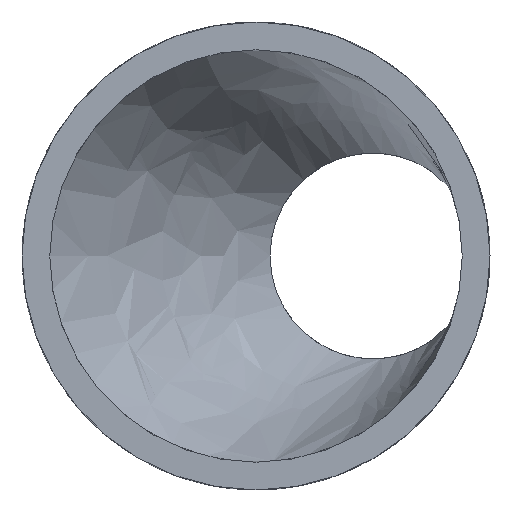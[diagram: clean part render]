
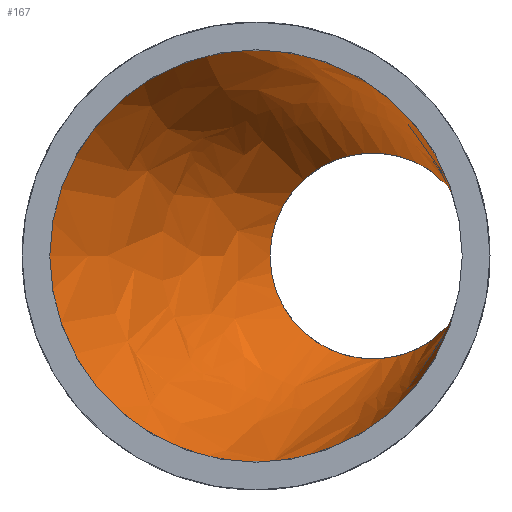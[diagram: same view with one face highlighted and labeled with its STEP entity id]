
A CAD part, left-side view. The second image highlights one B-rep face of the part: STEP entity #167.
In plain terms, the highlighted free-form (B-spline) face has degree [1, 2] with [2, 9] control points.
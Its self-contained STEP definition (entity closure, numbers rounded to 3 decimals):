
#31=CIRCLE('',#195,79.3);
#32=CIRCLE('',#196,79.3);
#33=CIRCLE('',#197,39.6);
#34=CIRCLE('',#198,39.6);
#35=CIRCLE('',#199,39.6);
#36=CIRCLE('',#200,39.6);
#37=CIRCLE('',#201,79.3);
#38=CIRCLE('',#202,79.3);
#43=(
BOUNDED_SURFACE()
B_SPLINE_SURFACE(1,2,((#1453,#1454,#1455,#1456,#1457,#1458,#1459,#1460,
#1461),(#1462,#1463,#1464,#1465,#1466,#1467,#1468,#1469,#1470)),
 .UNSPECIFIED.,.F.,.T.,.F.)
B_SPLINE_SURFACE_WITH_KNOTS((2,2),(3,2,2,2,3),(-0.304,2.024),
(-3.142,-1.571,0.,1.571,3.142),
 .UNSPECIFIED.)
GEOMETRIC_REPRESENTATION_ITEM()
RATIONAL_B_SPLINE_SURFACE(((1.,0.707,1.,0.707,1.,
0.707,1.,0.707,1.),(1.,0.707,1.,0.707,
1.,0.707,1.,0.707,1.)))
REPRESENTATION_ITEM('')
SURFACE()
);
#47=FACE_OUTER_BOUND('',#57,.T.);
#57=EDGE_LOOP('',(#121,#122,#123,#124,#125,#126,#127,#128,#129,#130));
#73=B_SPLINE_CURVE_WITH_KNOTS('',1,(#1477,#1478),.UNSPECIFIED.,.F.,.F.,
(2,2),(0.025,1.881),.UNSPECIFIED.);
#79=VERTEX_POINT('',#1471);
#80=VERTEX_POINT('',#1472);
#81=VERTEX_POINT('',#1474);
#82=VERTEX_POINT('',#1476);
#83=VERTEX_POINT('',#1479);
#84=VERTEX_POINT('',#1481);
#85=VERTEX_POINT('',#1483);
#86=VERTEX_POINT('',#1486);
#97=EDGE_CURVE('',#79,#80,#31,.T.);
#98=EDGE_CURVE('',#80,#81,#32,.T.);
#99=EDGE_CURVE('',#81,#82,#73,.T.);
#100=EDGE_CURVE('',#82,#83,#33,.T.);
#101=EDGE_CURVE('',#83,#84,#34,.T.);
#102=EDGE_CURVE('',#84,#85,#35,.T.);
#103=EDGE_CURVE('',#85,#82,#36,.T.);
#104=EDGE_CURVE('',#81,#86,#37,.T.);
#105=EDGE_CURVE('',#86,#79,#38,.T.);
#121=ORIENTED_EDGE('',*,*,#97,.T.);
#122=ORIENTED_EDGE('',*,*,#98,.T.);
#123=ORIENTED_EDGE('',*,*,#99,.T.);
#124=ORIENTED_EDGE('',*,*,#100,.T.);
#125=ORIENTED_EDGE('',*,*,#101,.T.);
#126=ORIENTED_EDGE('',*,*,#102,.T.);
#127=ORIENTED_EDGE('',*,*,#103,.T.);
#128=ORIENTED_EDGE('',*,*,#99,.F.);
#129=ORIENTED_EDGE('',*,*,#104,.T.);
#130=ORIENTED_EDGE('',*,*,#105,.T.);
#167=ADVANCED_FACE('',(#47),#43,.T.);
#195=AXIS2_PLACEMENT_3D('',#1473,#215,#216);
#196=AXIS2_PLACEMENT_3D('',#1475,#217,#218);
#197=AXIS2_PLACEMENT_3D('',#1480,#219,#220);
#198=AXIS2_PLACEMENT_3D('',#1482,#221,#222);
#199=AXIS2_PLACEMENT_3D('',#1484,#223,#224);
#200=AXIS2_PLACEMENT_3D('',#1485,#225,#226);
#201=AXIS2_PLACEMENT_3D('',#1487,#227,#228);
#202=AXIS2_PLACEMENT_3D('',#1488,#229,#230);
#215=DIRECTION('center_axis',(-1.,0.,0.));
#216=DIRECTION('ref_axis',(0.,-1.,0.));
#217=DIRECTION('center_axis',(-1.,0.,0.));
#218=DIRECTION('ref_axis',(0.,-1.,0.));
#219=DIRECTION('center_axis',(1.,0.,0.));
#220=DIRECTION('ref_axis',(0.,-1.,0.));
#221=DIRECTION('center_axis',(1.,0.,0.));
#222=DIRECTION('ref_axis',(0.,-1.,0.));
#223=DIRECTION('center_axis',(1.,0.,0.));
#224=DIRECTION('ref_axis',(0.,-1.,0.));
#225=DIRECTION('center_axis',(1.,0.,0.));
#226=DIRECTION('ref_axis',(0.,-1.,0.));
#227=DIRECTION('center_axis',(-1.,0.,0.));
#228=DIRECTION('ref_axis',(0.,-1.,0.));
#229=DIRECTION('center_axis',(-1.,0.,0.));
#230=DIRECTION('ref_axis',(0.,-1.,0.));
#1453=CARTESIAN_POINT('Ctrl Pts',(102.933,45.938,-86.039));
#1454=CARTESIAN_POINT('Ctrl Pts',(127.,124.3,-86.039));
#1455=CARTESIAN_POINT('Ctrl Pts',(127.,124.3,0.));
#1456=CARTESIAN_POINT('Ctrl Pts',(127.,124.3,86.039));
#1457=CARTESIAN_POINT('Ctrl Pts',(102.933,45.938,86.039));
#1458=CARTESIAN_POINT('Ctrl Pts',(78.866,-32.424,86.039));
#1459=CARTESIAN_POINT('Ctrl Pts',(78.866,-32.424,0.));
#1460=CARTESIAN_POINT('Ctrl Pts',(78.866,-32.424,-86.039));
#1461=CARTESIAN_POINT('Ctrl Pts',(102.933,45.938,-86.039));
#1462=CARTESIAN_POINT('Ctrl Pts',(273.495,-6.446,-36.415));
#1463=CARTESIAN_POINT('Ctrl Pts',(283.681,26.72,-36.415));
#1464=CARTESIAN_POINT('Ctrl Pts',(283.681,26.72,0.));
#1465=CARTESIAN_POINT('Ctrl Pts',(283.681,26.72,36.415));
#1466=CARTESIAN_POINT('Ctrl Pts',(273.495,-6.446,36.415));
#1467=CARTESIAN_POINT('Ctrl Pts',(263.309,-39.612,36.415));
#1468=CARTESIAN_POINT('Ctrl Pts',(263.309,-39.612,0.));
#1469=CARTESIAN_POINT('Ctrl Pts',(263.309,-39.612,-36.415));
#1470=CARTESIAN_POINT('Ctrl Pts',(273.495,-6.446,-36.415));
#1471=CARTESIAN_POINT('',(127.,-24.96,37.337));
#1472=CARTESIAN_POINT('',(127.,124.3,0.));
#1473=CARTESIAN_POINT('Origin',(127.,45.,0.));
#1474=CARTESIAN_POINT('',(127.,38.546,-79.037));
#1475=CARTESIAN_POINT('Origin',(127.,45.,0.));
#1476=CARTESIAN_POINT('',(263.,-3.223,-39.469));
#1477=CARTESIAN_POINT('Ctrl Pts',(127.,38.546,-79.037));
#1478=CARTESIAN_POINT('Ctrl Pts',(263.,-3.223,-39.469));
#1479=CARTESIAN_POINT('',(263.,39.6,0.));
#1480=CARTESIAN_POINT('Origin',(263.,0.,0.));
#1481=CARTESIAN_POINT('',(263.,-34.936,18.645));
#1482=CARTESIAN_POINT('Origin',(263.,0.,0.));
#1483=CARTESIAN_POINT('',(263.,-34.936,-18.645));
#1484=CARTESIAN_POINT('Origin',(263.,0.,0.));
#1485=CARTESIAN_POINT('Origin',(263.,0.,0.));
#1486=CARTESIAN_POINT('',(127.,-24.96,-37.337));
#1487=CARTESIAN_POINT('Origin',(127.,45.,0.));
#1488=CARTESIAN_POINT('Origin',(127.,45.,0.));
